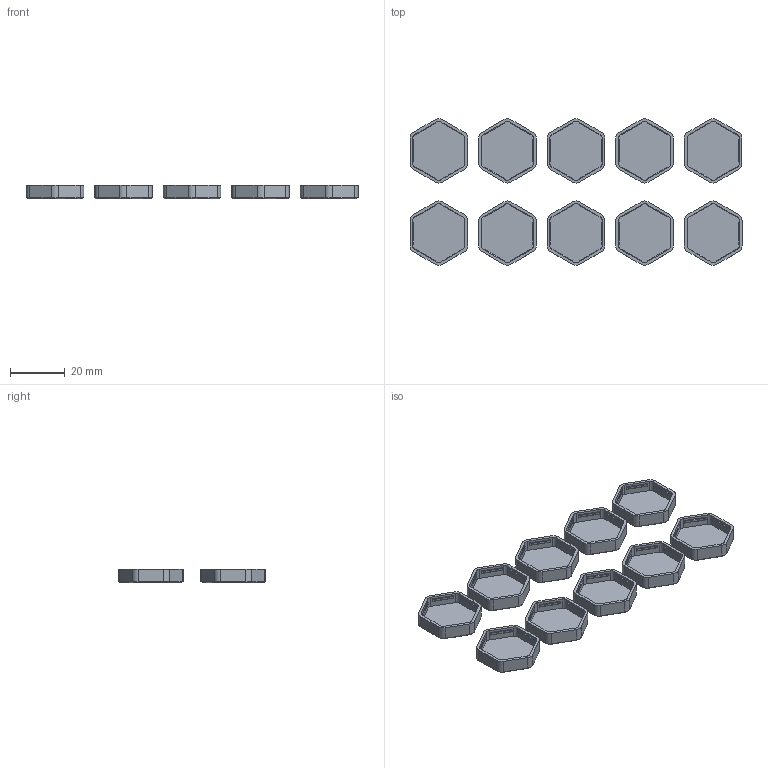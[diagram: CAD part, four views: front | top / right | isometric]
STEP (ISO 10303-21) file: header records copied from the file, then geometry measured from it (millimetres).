
FILE_DESCRIPTION (( 'STEP AP214' ), '1' );
FILE_NAME ('ANJBB.STEP', '2023-09-22T07:00:55', ( '' ), ( '' ), 'SwSTEP 2.0', 'SolidWorks 2020', '' );
FILE_SCHEMA (( 'AUTOMOTIVE_DESIGN' ));
Length unit declared in the file: millimetre
Products named in the file (1): ANJBB
Bounding box: 121 x 53.48 x 5.1 mm (x, y, z)
Volume: 6616.9 mm3; surface area: 13873.3 mm2
Topology: 10 solids, 10 shells, 690 faces, 1680 edges, 1080 vertices
Faces by surface type: plane 510, cylinder 120, cone 60
Entity records: 20039 total; most frequent: CARTESIAN_POINT 3451, DIRECTION 3362, ORIENTED_EDGE 3360, EDGE_CURVE 1680, LINE 1380, VECTOR 1380, VERTEX_POINT 1080, AXIS2_PLACEMENT_3D 991
